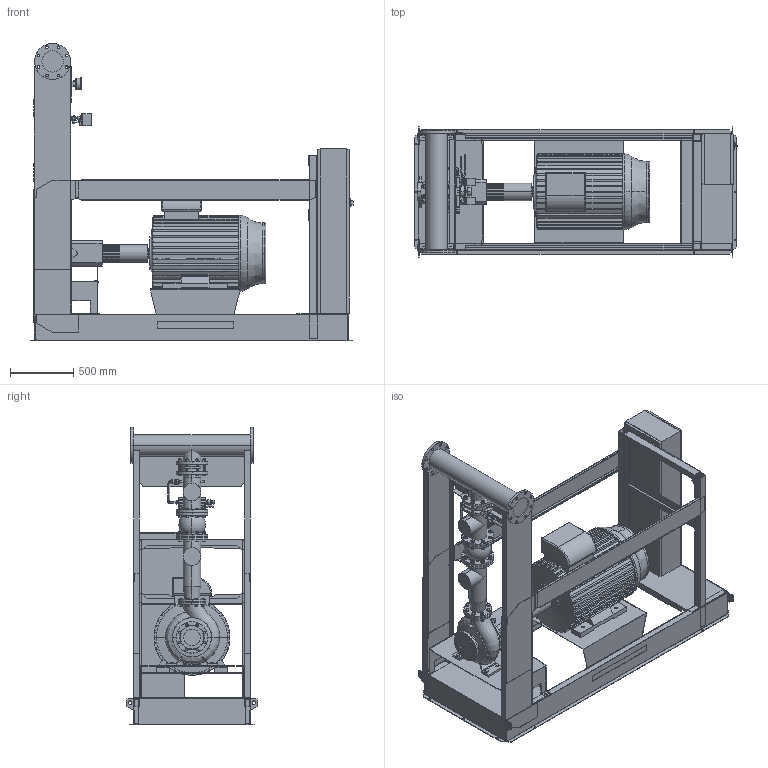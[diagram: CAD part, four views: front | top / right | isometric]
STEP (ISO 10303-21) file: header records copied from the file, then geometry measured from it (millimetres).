
FILE_DESCRIPTION((''),'2;1');
FILE_NAME('3d_Sifire-EN-100_250-256-90E-4183705.stp','2015-05-26T07:17:35',(''),(''),'Mechanical Desktop 2009','Mechanical Desktop 2009',', , ');
FILE_SCHEMA(('CONFIG_CONTROL_DESIGN'));
Length unit declared in the file: millimetre
Products named in the file (1): Product
Bounding box: 2544.5 x 1026 x 2345.5 mm (x, y, z)
Volume: 501694440 mm3; surface area: 29199329 mm2
Topology: 144 solids, 144 shells, 3459 faces, 8372 edges, 5267 vertices
Faces by surface type: plane 1281, bspline 1025, cylinder 661, cone 428, torus 56, sphere 8
Full cylindrical faces by diameter (mm): 309 x1
Entity records: 109582 total; most frequent: CARTESIAN_POINT 34030, ORIENTED_EDGE 16732, DIRECTION 14300, EDGE_CURVE 8366, VERTEX_POINT 5266, AXIS2_PLACEMENT_3D 5019, VECTOR 4262, LINE 4262
